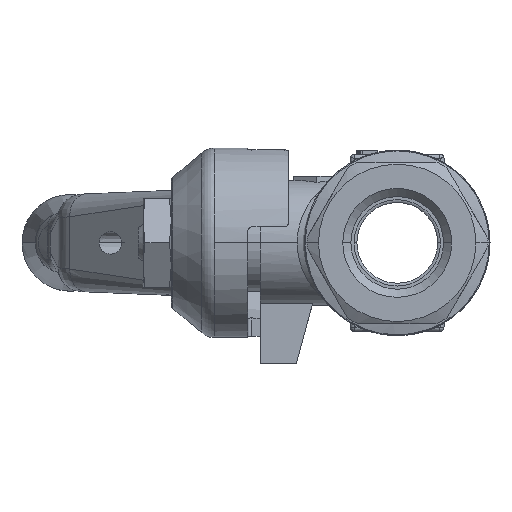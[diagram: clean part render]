
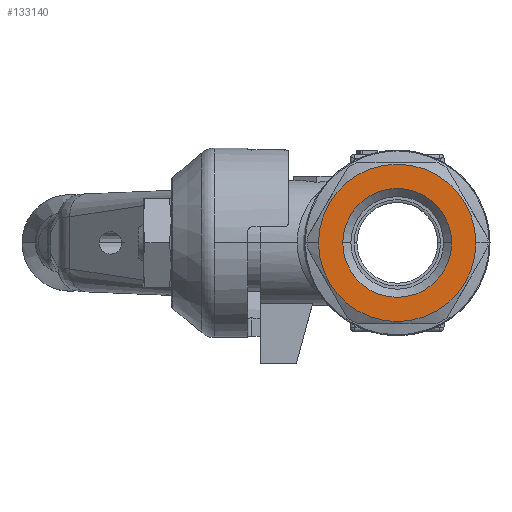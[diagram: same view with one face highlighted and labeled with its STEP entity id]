
A CAD part, left-side view. The second image highlights one B-rep face of the part: STEP entity #133140.
In plain terms, the highlighted face is planar.
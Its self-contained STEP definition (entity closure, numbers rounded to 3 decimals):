
#132610=CARTESIAN_POINT('',(27.5,9.75,0.));
#132620=VERTEX_POINT('',#132610);
#132650=CARTESIAN_POINT('',(27.5,0.,0.));
#132660=DIRECTION('',(-1.,0.,0.));
#132670=DIRECTION('',(0.,-1.,0.));
#132680=AXIS2_PLACEMENT_3D('',#132650,#132660,#132670);
#132690=CIRCLE('',#132680,9.75);
#132700=CARTESIAN_POINT('',(27.5,-9.75,0.));
#132710=VERTEX_POINT('',#132700);
#132720=EDGE_CURVE('',#132710,#132620,#132690,.T.);
#132890=CARTESIAN_POINT('',(27.5,-8.375,0.));
#132900=DIRECTION('',(1.,-0.,0.));
#132910=DIRECTION('',(0.,1.,0.));
#132920=AXIS2_PLACEMENT_3D('',#132890,#132900,#132910);
#132930=PLANE('',#132920);
#132940=ORIENTED_EDGE('',*,*,#132720,.F.);
#132950=EDGE_CURVE('',#132620,#132710,#132690,.T.);
#132960=ORIENTED_EDGE('',*,*,#132950,.F.);
#132970=EDGE_LOOP('',(#132960,#132940));
#132980=FACE_OUTER_BOUND('',#132970,.T.);
#132990=CARTESIAN_POINT('',(27.5,0.,0.));
#133000=DIRECTION('',(1.,0.,0.));
#133010=DIRECTION('',(0.,1.,0.));
#133020=AXIS2_PLACEMENT_3D('',#132990,#133000,#133010);
#133030=CIRCLE('',#133020,6.75);
#133040=CARTESIAN_POINT('',(27.5,6.75,0.));
#133050=VERTEX_POINT('',#133040);
#133060=CARTESIAN_POINT('',(27.5,-6.75,0.));
#133070=VERTEX_POINT('',#133060);
#133080=EDGE_CURVE('',#133050,#133070,#133030,.T.);
#133090=ORIENTED_EDGE('',*,*,#133080,.F.);
#133100=EDGE_CURVE('',#133070,#133050,#133030,.T.);
#133110=ORIENTED_EDGE('',*,*,#133100,.F.);
#133120=EDGE_LOOP('',(#133110,#133090));
#133130=FACE_BOUND('',#133120,.T.);
#133140=ADVANCED_FACE('',(#132980,#133130),#132930,.T.);
